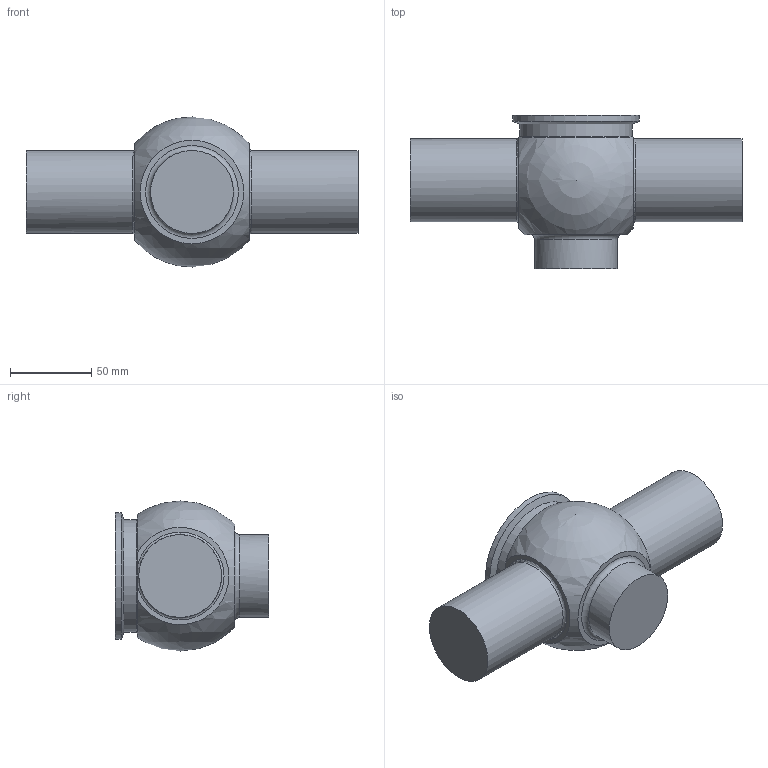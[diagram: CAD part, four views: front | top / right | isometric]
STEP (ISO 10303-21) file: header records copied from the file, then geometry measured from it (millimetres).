
FILE_DESCRIPTION(/* description */ ('STEP AP214'),/* implementation_level */ '2;1');
FILE_NAME(/* name */ '105588.stp',/* time_stamp */ '2021-08-18T12:31:46+05:00',/* author */ ('H7M44K'),/* organization */ (''),/* preprocessor_version */ 'ST-DEVELOPER v18.1',/* originating_system */ 'Autodesk Inventor 2020',/* authorisation */ '');
FILE_SCHEMA (('AUTOMOTIVE_DESIGN { 1 0 10303 214 3 1 1 }'));
Length unit declared in the file: inch
Products named in the file (1): 105588
Bounding box: 203.71 x 94.01 x 92.05 mm (x, y, z)
Volume: 675206.6 mm3; surface area: 52972 mm2
Topology: 1 solids, 1 shells, 19 faces, 57 edges, 41 vertices
Faces by surface type: plane 8, cylinder 5, torus 4, cone 1, sphere 1
Full cylindrical faces by diameter (mm): 50.8 x3, 68.783 x1, 77.47 x1
Entity records: 733 total; most frequent: DIRECTION 136, CARTESIAN_POINT 134, ORIENTED_EDGE 110, AXIS2_PLACEMENT_3D 63, EDGE_CURVE 55, CIRCLE 43, VERTEX_POINT 41, EDGE_LOOP 22
